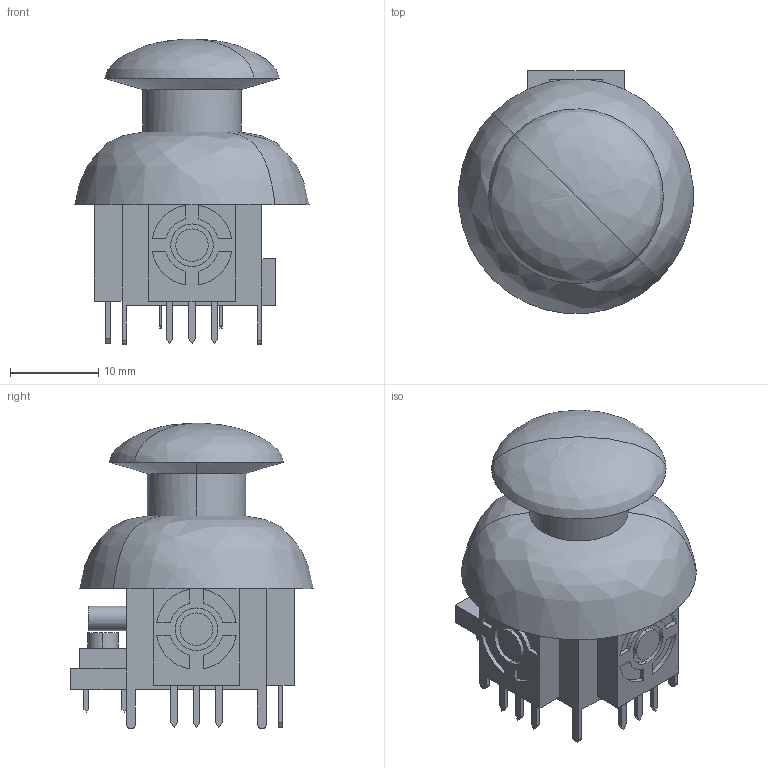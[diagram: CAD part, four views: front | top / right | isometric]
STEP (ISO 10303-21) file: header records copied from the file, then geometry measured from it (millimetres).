
FILE_DESCRIPTION(('FreeCAD Model'),'2;1');
FILE_NAME( 'Joystick_2D_SW.STEP', '2021-08-28T13:58:22',('Author'),(''), 'Open CASCADE STEP processor 7.3','FreeCAD','Unknown');
FILE_SCHEMA(('AUTOMOTIVE_DESIGN { 1 0 10303 214 1 1 1 1 }'));
Length unit declared in the file: millimetre
Products named in the file (1): 9032
Bounding box: 26.57 x 27.57 x 34.67 mm (x, y, z)
Volume: 6419.2 mm3; surface area: 4602.5 mm2
Topology: 1 solids, 1 shells, 175 faces, 440 edges, 291 vertices
Faces by surface type: plane 125, cylinder 40, bspline 6, cone 4
Entity records: 12864 total; most frequent: CARTESIAN_POINT 2711, DIRECTION 1680, LINE 1116, VECTOR 1116, ORIENTED_EDGE 876, PCURVE 876, DEFINITIONAL_REPRESENTATION 876, EDGE_CURVE 438
